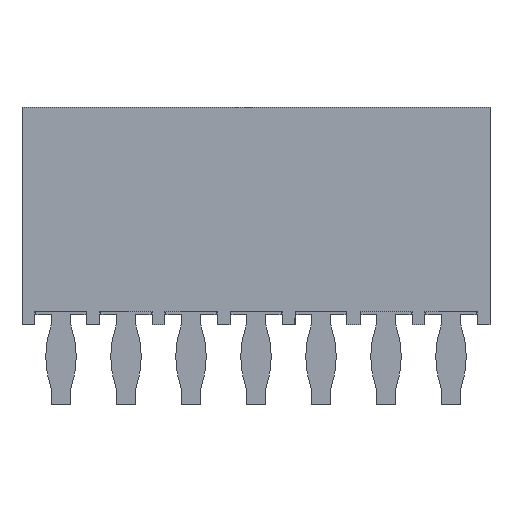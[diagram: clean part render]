
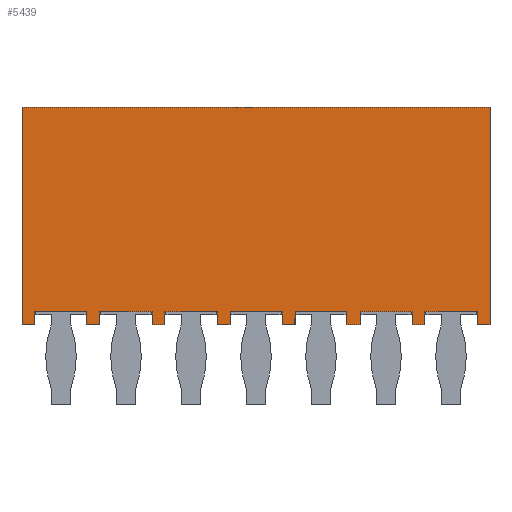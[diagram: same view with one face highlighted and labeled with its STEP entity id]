
A CAD part, top view. The second image highlights one B-rep face of the part: STEP entity #5439.
In plain terms, the highlighted planar face has unit normal (0, 0, 1).
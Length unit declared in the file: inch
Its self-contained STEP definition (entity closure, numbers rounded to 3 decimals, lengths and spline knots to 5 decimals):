
#1235=ORIENTED_EDGE('',*,*,#2198,.T.);
#1236=ORIENTED_EDGE('',*,*,#2199,.T.);
#1237=ORIENTED_EDGE('',*,*,#2200,.T.);
#1238=ORIENTED_EDGE('',*,*,#2201,.T.);
#1239=ORIENTED_EDGE('',*,*,#2202,.F.);
#1240=ORIENTED_EDGE('',*,*,#2196,.F.);
#1241=ORIENTED_EDGE('',*,*,#2203,.T.);
#1242=ORIENTED_EDGE('',*,*,#2204,.T.);
#1243=ORIENTED_EDGE('',*,*,#2205,.T.);
#1244=ORIENTED_EDGE('',*,*,#2206,.T.);
#1245=ORIENTED_EDGE('',*,*,#2207,.T.);
#1246=ORIENTED_EDGE('',*,*,#2208,.T.);
#1247=ORIENTED_EDGE('',*,*,#2209,.T.);
#1248=ORIENTED_EDGE('',*,*,#2210,.T.);
#1249=ORIENTED_EDGE('',*,*,#2211,.T.);
#1250=ORIENTED_EDGE('',*,*,#2212,.T.);
#1251=ORIENTED_EDGE('',*,*,#2213,.T.);
#1252=ORIENTED_EDGE('',*,*,#2214,.T.);
#1253=ORIENTED_EDGE('',*,*,#2215,.T.);
#1254=ORIENTED_EDGE('',*,*,#2216,.T.);
#1255=ORIENTED_EDGE('',*,*,#2217,.T.);
#1256=ORIENTED_EDGE('',*,*,#2218,.T.);
#1257=ORIENTED_EDGE('',*,*,#2219,.T.);
#1258=ORIENTED_EDGE('',*,*,#2220,.T.);
#1259=ORIENTED_EDGE('',*,*,#2221,.T.);
#1260=ORIENTED_EDGE('',*,*,#2222,.T.);
#1261=ORIENTED_EDGE('',*,*,#2223,.T.);
#1262=ORIENTED_EDGE('',*,*,#2224,.T.);
#1263=ORIENTED_EDGE('',*,*,#2225,.T.);
#1264=ORIENTED_EDGE('',*,*,#2226,.T.);
#1265=ORIENTED_EDGE('',*,*,#2227,.T.);
#1266=ORIENTED_EDGE('',*,*,#2228,.T.);
#2196=EDGE_CURVE('',#2774,#2775,#3453,.T.);
#2198=EDGE_CURVE('',#2776,#2777,#3455,.T.);
#2199=EDGE_CURVE('',#2777,#2778,#3456,.T.);
#2200=EDGE_CURVE('',#2778,#2779,#3457,.T.);
#2201=EDGE_CURVE('',#2779,#2780,#3458,.T.);
#2202=EDGE_CURVE('',#2775,#2780,#3459,.T.);
#2203=EDGE_CURVE('',#2774,#2781,#3460,.T.);
#2204=EDGE_CURVE('',#2781,#2782,#3461,.T.);
#2205=EDGE_CURVE('',#2782,#2783,#3462,.T.);
#2206=EDGE_CURVE('',#2783,#2784,#3463,.T.);
#2207=EDGE_CURVE('',#2784,#2785,#3464,.T.);
#2208=EDGE_CURVE('',#2785,#2786,#3465,.T.);
#2209=EDGE_CURVE('',#2786,#2787,#3466,.T.);
#2210=EDGE_CURVE('',#2787,#2788,#3467,.T.);
#2211=EDGE_CURVE('',#2788,#2789,#3468,.T.);
#2212=EDGE_CURVE('',#2789,#2790,#3469,.T.);
#2213=EDGE_CURVE('',#2790,#2791,#3470,.T.);
#2214=EDGE_CURVE('',#2791,#2792,#3471,.T.);
#2215=EDGE_CURVE('',#2792,#2793,#3472,.T.);
#2216=EDGE_CURVE('',#2793,#2794,#3473,.T.);
#2217=EDGE_CURVE('',#2794,#2795,#3474,.T.);
#2218=EDGE_CURVE('',#2795,#2796,#3475,.T.);
#2219=EDGE_CURVE('',#2796,#2797,#3476,.T.);
#2220=EDGE_CURVE('',#2797,#2798,#3477,.T.);
#2221=EDGE_CURVE('',#2798,#2799,#3478,.T.);
#2222=EDGE_CURVE('',#2799,#2800,#3479,.T.);
#2223=EDGE_CURVE('',#2800,#2801,#3480,.T.);
#2224=EDGE_CURVE('',#2801,#2802,#3481,.T.);
#2225=EDGE_CURVE('',#2802,#2803,#3482,.T.);
#2226=EDGE_CURVE('',#2803,#2804,#3483,.T.);
#2227=EDGE_CURVE('',#2804,#2805,#3484,.T.);
#2228=EDGE_CURVE('',#2805,#2776,#3485,.T.);
#2774=VERTEX_POINT('',#8355);
#2775=VERTEX_POINT('',#8357);
#2776=VERTEX_POINT('',#8361);
#2777=VERTEX_POINT('',#8362);
#2778=VERTEX_POINT('',#8364);
#2779=VERTEX_POINT('',#8366);
#2780=VERTEX_POINT('',#8368);
#2781=VERTEX_POINT('',#8371);
#2782=VERTEX_POINT('',#8373);
#2783=VERTEX_POINT('',#8375);
#2784=VERTEX_POINT('',#8377);
#2785=VERTEX_POINT('',#8379);
#2786=VERTEX_POINT('',#8381);
#2787=VERTEX_POINT('',#8383);
#2788=VERTEX_POINT('',#8385);
#2789=VERTEX_POINT('',#8387);
#2790=VERTEX_POINT('',#8389);
#2791=VERTEX_POINT('',#8391);
#2792=VERTEX_POINT('',#8393);
#2793=VERTEX_POINT('',#8395);
#2794=VERTEX_POINT('',#8397);
#2795=VERTEX_POINT('',#8399);
#2796=VERTEX_POINT('',#8401);
#2797=VERTEX_POINT('',#8403);
#2798=VERTEX_POINT('',#8405);
#2799=VERTEX_POINT('',#8407);
#2800=VERTEX_POINT('',#8409);
#2801=VERTEX_POINT('',#8411);
#2802=VERTEX_POINT('',#8413);
#2803=VERTEX_POINT('',#8415);
#2804=VERTEX_POINT('',#8417);
#2805=VERTEX_POINT('',#8419);
#3453=LINE('',#8356,#4196);
#3455=LINE('',#8360,#4198);
#3456=LINE('',#8363,#4199);
#3457=LINE('',#8365,#4200);
#3458=LINE('',#8367,#4201);
#3459=LINE('',#8369,#4202);
#3460=LINE('',#8370,#4203);
#3461=LINE('',#8372,#4204);
#3462=LINE('',#8374,#4205);
#3463=LINE('',#8376,#4206);
#3464=LINE('',#8378,#4207);
#3465=LINE('',#8380,#4208);
#3466=LINE('',#8382,#4209);
#3467=LINE('',#8384,#4210);
#3468=LINE('',#8386,#4211);
#3469=LINE('',#8388,#4212);
#3470=LINE('',#8390,#4213);
#3471=LINE('',#8392,#4214);
#3472=LINE('',#8394,#4215);
#3473=LINE('',#8396,#4216);
#3474=LINE('',#8398,#4217);
#3475=LINE('',#8400,#4218);
#3476=LINE('',#8402,#4219);
#3477=LINE('',#8404,#4220);
#3478=LINE('',#8406,#4221);
#3479=LINE('',#8408,#4222);
#3480=LINE('',#8410,#4223);
#3481=LINE('',#8412,#4224);
#3482=LINE('',#8414,#4225);
#3483=LINE('',#8416,#4226);
#3484=LINE('',#8418,#4227);
#3485=LINE('',#8420,#4228);
#4196=VECTOR('',#6856,39.37008);
#4198=VECTOR('',#6860,39.37008);
#4199=VECTOR('',#6861,39.37008);
#4200=VECTOR('',#6862,39.37008);
#4201=VECTOR('',#6863,39.37008);
#4202=VECTOR('',#6864,39.37008);
#4203=VECTOR('',#6865,39.37008);
#4204=VECTOR('',#6866,39.37008);
#4205=VECTOR('',#6867,39.37008);
#4206=VECTOR('',#6868,39.37008);
#4207=VECTOR('',#6869,39.37008);
#4208=VECTOR('',#6870,39.37008);
#4209=VECTOR('',#6871,39.37008);
#4210=VECTOR('',#6872,39.37008);
#4211=VECTOR('',#6873,39.37008);
#4212=VECTOR('',#6874,39.37008);
#4213=VECTOR('',#6875,39.37008);
#4214=VECTOR('',#6876,39.37008);
#4215=VECTOR('',#6877,39.37008);
#4216=VECTOR('',#6878,39.37008);
#4217=VECTOR('',#6879,39.37008);
#4218=VECTOR('',#6880,39.37008);
#4219=VECTOR('',#6881,39.37008);
#4220=VECTOR('',#6882,39.37008);
#4221=VECTOR('',#6883,39.37008);
#4222=VECTOR('',#6884,39.37008);
#4223=VECTOR('',#6885,39.37008);
#4224=VECTOR('',#6886,39.37008);
#4225=VECTOR('',#6887,39.37008);
#4226=VECTOR('',#6888,39.37008);
#4227=VECTOR('',#6889,39.37008);
#4228=VECTOR('',#6890,39.37008);
#4602=EDGE_LOOP('',(#1235,#1236,#1237,#1238,#1239,#1240,#1241,#1242,#1243,
#1244,#1245,#1246,#1247,#1248,#1249,#1250,#1251,#1252,#1253,#1254,#1255,
#1256,#1257,#1258,#1259,#1260,#1261,#1262,#1263,#1264,#1265,#1266));
#4897=FACE_BOUND('',#4602,.T.);
#5168=PLANE('',#5765);
#5439=ADVANCED_FACE('',(#4897),#5168,.T.);
#5765=AXIS2_PLACEMENT_3D('',#8359,#6858,#6859);
#6856=DIRECTION('',(0.,1.,0.));
#6858=DIRECTION('',(0.,0.,1.));
#6859=DIRECTION('',(1.,0.,0.));
#6860=DIRECTION('',(1.,0.,0.));
#6861=DIRECTION('',(0.,-1.,0.));
#6862=DIRECTION('',(1.,0.,0.));
#6863=DIRECTION('',(0.,1.,0.));
#6864=DIRECTION('',(1.,0.,0.));
#6865=DIRECTION('',(1.,0.,0.));
#6866=DIRECTION('',(0.,1.,0.));
#6867=DIRECTION('',(1.,0.,0.));
#6868=DIRECTION('',(0.,-1.,0.));
#6869=DIRECTION('',(1.,0.,0.));
#6870=DIRECTION('',(0.,1.,0.));
#6871=DIRECTION('',(1.,0.,0.));
#6872=DIRECTION('',(0.,-1.,0.));
#6873=DIRECTION('',(1.,0.,0.));
#6874=DIRECTION('',(0.,1.,0.));
#6875=DIRECTION('',(1.,0.,0.));
#6876=DIRECTION('',(0.,-1.,0.));
#6877=DIRECTION('',(1.,0.,0.));
#6878=DIRECTION('',(0.,1.,0.));
#6879=DIRECTION('',(1.,0.,0.));
#6880=DIRECTION('',(0.,-1.,0.));
#6881=DIRECTION('',(1.,0.,0.));
#6882=DIRECTION('',(0.,1.,0.));
#6883=DIRECTION('',(1.,0.,0.));
#6884=DIRECTION('',(0.,-1.,0.));
#6885=DIRECTION('',(1.,0.,0.));
#6886=DIRECTION('',(0.,1.,0.));
#6887=DIRECTION('',(1.,0.,0.));
#6888=DIRECTION('',(0.,-1.,0.));
#6889=DIRECTION('',(1.,0.,0.));
#6890=DIRECTION('',(0.,1.,0.));
#8355=CARTESIAN_POINT('',(-0.36,-0.335,0.0475));
#8356=CARTESIAN_POINT('',(-0.36,-0.335,0.0475));
#8357=CARTESIAN_POINT('',(-0.36,0.,0.0475));
#8359=CARTESIAN_POINT('',(-0.36,-0.335,0.0475));
#8360=CARTESIAN_POINT('',(-0.36,-0.315,0.0475));
#8361=CARTESIAN_POINT('',(0.26,-0.315,0.0475));
#8362=CARTESIAN_POINT('',(0.34,-0.315,0.0475));
#8363=CARTESIAN_POINT('',(0.34,-0.335,0.0475));
#8364=CARTESIAN_POINT('',(0.34,-0.335,0.0475));
#8365=CARTESIAN_POINT('',(-0.36,-0.335,0.0475));
#8366=CARTESIAN_POINT('',(0.36,-0.335,0.0475));
#8367=CARTESIAN_POINT('',(0.36,-0.335,0.0475));
#8368=CARTESIAN_POINT('',(0.36,0.,0.0475));
#8369=CARTESIAN_POINT('',(-0.36,0.,0.0475));
#8370=CARTESIAN_POINT('',(-0.36,-0.335,0.0475));
#8371=CARTESIAN_POINT('',(-0.34,-0.335,0.0475));
#8372=CARTESIAN_POINT('',(-0.34,-0.335,0.0475));
#8373=CARTESIAN_POINT('',(-0.34,-0.315,0.0475));
#8374=CARTESIAN_POINT('',(-0.36,-0.315,0.0475));
#8375=CARTESIAN_POINT('',(-0.26,-0.315,0.0475));
#8376=CARTESIAN_POINT('',(-0.26,-0.335,0.0475));
#8377=CARTESIAN_POINT('',(-0.26,-0.335,0.0475));
#8378=CARTESIAN_POINT('',(-0.36,-0.335,0.0475));
#8379=CARTESIAN_POINT('',(-0.24,-0.335,0.0475));
#8380=CARTESIAN_POINT('',(-0.24,-0.335,0.0475));
#8381=CARTESIAN_POINT('',(-0.24,-0.315,0.0475));
#8382=CARTESIAN_POINT('',(-0.36,-0.315,0.0475));
#8383=CARTESIAN_POINT('',(-0.16,-0.315,0.0475));
#8384=CARTESIAN_POINT('',(-0.16,-0.335,0.0475));
#8385=CARTESIAN_POINT('',(-0.16,-0.335,0.0475));
#8386=CARTESIAN_POINT('',(-0.36,-0.335,0.0475));
#8387=CARTESIAN_POINT('',(-0.14,-0.335,0.0475));
#8388=CARTESIAN_POINT('',(-0.14,-0.335,0.0475));
#8389=CARTESIAN_POINT('',(-0.14,-0.315,0.0475));
#8390=CARTESIAN_POINT('',(-0.36,-0.315,0.0475));
#8391=CARTESIAN_POINT('',(-0.06,-0.315,0.0475));
#8392=CARTESIAN_POINT('',(-0.06,-0.335,0.0475));
#8393=CARTESIAN_POINT('',(-0.06,-0.335,0.0475));
#8394=CARTESIAN_POINT('',(-0.36,-0.335,0.0475));
#8395=CARTESIAN_POINT('',(-0.04,-0.335,0.0475));
#8396=CARTESIAN_POINT('',(-0.04,-0.335,0.0475));
#8397=CARTESIAN_POINT('',(-0.04,-0.315,0.0475));
#8398=CARTESIAN_POINT('',(-0.36,-0.315,0.0475));
#8399=CARTESIAN_POINT('',(0.04,-0.315,0.0475));
#8400=CARTESIAN_POINT('',(0.04,-0.335,0.0475));
#8401=CARTESIAN_POINT('',(0.04,-0.335,0.0475));
#8402=CARTESIAN_POINT('',(-0.36,-0.335,0.0475));
#8403=CARTESIAN_POINT('',(0.06,-0.335,0.0475));
#8404=CARTESIAN_POINT('',(0.06,-0.335,0.0475));
#8405=CARTESIAN_POINT('',(0.06,-0.315,0.0475));
#8406=CARTESIAN_POINT('',(-0.36,-0.315,0.0475));
#8407=CARTESIAN_POINT('',(0.14,-0.315,0.0475));
#8408=CARTESIAN_POINT('',(0.14,-0.335,0.0475));
#8409=CARTESIAN_POINT('',(0.14,-0.335,0.0475));
#8410=CARTESIAN_POINT('',(-0.36,-0.335,0.0475));
#8411=CARTESIAN_POINT('',(0.16,-0.335,0.0475));
#8412=CARTESIAN_POINT('',(0.16,-0.335,0.0475));
#8413=CARTESIAN_POINT('',(0.16,-0.315,0.0475));
#8414=CARTESIAN_POINT('',(-0.36,-0.315,0.0475));
#8415=CARTESIAN_POINT('',(0.24,-0.315,0.0475));
#8416=CARTESIAN_POINT('',(0.24,-0.335,0.0475));
#8417=CARTESIAN_POINT('',(0.24,-0.335,0.0475));
#8418=CARTESIAN_POINT('',(-0.36,-0.335,0.0475));
#8419=CARTESIAN_POINT('',(0.26,-0.335,0.0475));
#8420=CARTESIAN_POINT('',(0.26,-0.335,0.0475));
